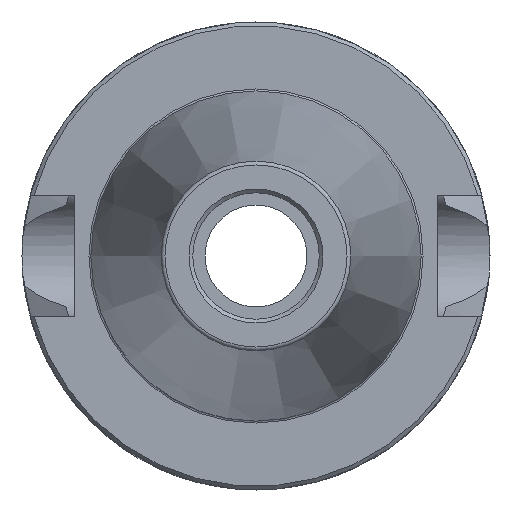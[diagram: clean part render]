
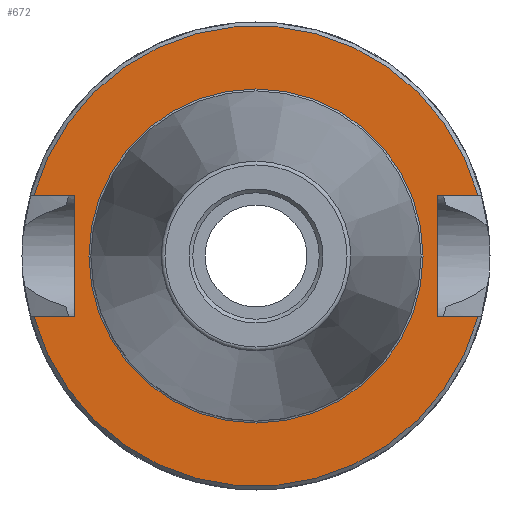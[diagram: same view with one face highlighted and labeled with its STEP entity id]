
A CAD part, left-side view. The second image highlights one B-rep face of the part: STEP entity #672.
In plain terms, the highlighted planar face has unit normal (-1, 0, 0).
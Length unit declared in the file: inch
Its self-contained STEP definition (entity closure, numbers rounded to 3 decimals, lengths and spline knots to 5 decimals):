
#62=LINE('',#1079,#100);
#68=LINE('',#1092,#106);
#70=LINE('',#1104,#108);
#72=LINE('',#1151,#110);
#78=LINE('',#1164,#116);
#81=LINE('',#1178,#119);
#100=VECTOR('',#852,39.37008);
#106=VECTOR('',#860,39.37008);
#108=VECTOR('',#864,39.37008);
#110=VECTOR('',#872,39.37008);
#116=VECTOR('',#880,39.37008);
#119=VECTOR('',#885,39.37008);
#144=FACE_BOUND('',#223,.T.);
#177=FACE_OUTER_BOUND('',#222,.T.);
#222=EDGE_LOOP('',(#584,#585,#586,#587,#588,#589,#590,#591));
#223=EDGE_LOOP('',(#592));
#250=CIRCLE('',#735,0.885);
#263=CIRCLE('',#757,1.22);
#266=CIRCLE('',#761,1.22);
#296=VERTEX_POINT('',#1073);
#297=VERTEX_POINT('',#1078);
#302=VERTEX_POINT('',#1089);
#303=VERTEX_POINT('',#1091);
#311=VERTEX_POINT('',#1145);
#312=VERTEX_POINT('',#1150);
#317=VERTEX_POINT('',#1161);
#318=VERTEX_POINT('',#1163);
#324=VERTEX_POINT('',#1212);
#369=EDGE_CURVE('',#296,#297,#62,.T.);
#375=EDGE_CURVE('',#302,#303,#68,.T.);
#379=EDGE_CURVE('',#297,#302,#70,.T.);
#388=EDGE_CURVE('',#312,#311,#72,.T.);
#394=EDGE_CURVE('',#318,#317,#78,.T.);
#399=EDGE_CURVE('',#312,#317,#81,.T.);
#405=EDGE_CURVE('',#324,#324,#250,.T.);
#423=EDGE_CURVE('',#296,#318,#263,.T.);
#426=EDGE_CURVE('',#311,#303,#266,.T.);
#584=ORIENTED_EDGE('',*,*,#375,.F.);
#585=ORIENTED_EDGE('',*,*,#379,.F.);
#586=ORIENTED_EDGE('',*,*,#369,.F.);
#587=ORIENTED_EDGE('',*,*,#423,.T.);
#588=ORIENTED_EDGE('',*,*,#394,.T.);
#589=ORIENTED_EDGE('',*,*,#399,.F.);
#590=ORIENTED_EDGE('',*,*,#388,.T.);
#591=ORIENTED_EDGE('',*,*,#426,.T.);
#592=ORIENTED_EDGE('',*,*,#405,.T.);
#639=PLANE('',#762);
#672=ADVANCED_FACE('',(#177,#144),#639,.F.);
#735=AXIS2_PLACEMENT_3D('',#1213,#892,#893);
#757=AXIS2_PLACEMENT_3D('',#1250,#941,#942);
#761=AXIS2_PLACEMENT_3D('',#1254,#949,#950);
#762=AXIS2_PLACEMENT_3D('',#1255,#951,#952);
#852=DIRECTION('',(0.,-1.,0.));
#860=DIRECTION('',(0.,1.,0.));
#864=DIRECTION('',(0.,0.,1.));
#872=DIRECTION('',(0.,-1.,0.));
#880=DIRECTION('',(0.,1.,0.));
#885=DIRECTION('',(0.,0.,-1.));
#892=DIRECTION('center_axis',(1.,0.,0.));
#893=DIRECTION('ref_axis',(0.,1.,0.));
#941=DIRECTION('center_axis',(-1.,0.,0.));
#942=DIRECTION('ref_axis',(0.,1.,0.));
#949=DIRECTION('center_axis',(-1.,0.,0.));
#950=DIRECTION('ref_axis',(0.,1.,0.));
#951=DIRECTION('center_axis',(1.,0.,0.));
#952=DIRECTION('ref_axis',(0.,1.,0.));
#1073=CARTESIAN_POINT('',(0.04,1.1766,-0.3225));
#1078=CARTESIAN_POINT('',(0.04,0.96,-0.3225));
#1079=CARTESIAN_POINT('',(0.04,0.875,-0.3225));
#1089=CARTESIAN_POINT('',(0.04,0.96,0.3225));
#1091=CARTESIAN_POINT('',(0.04,1.1766,0.3225));
#1092=CARTESIAN_POINT('',(0.04,0.875,0.3225));
#1104=CARTESIAN_POINT('',(0.04,0.96,0.));
#1145=CARTESIAN_POINT('',(0.04,-1.1766,0.3225));
#1150=CARTESIAN_POINT('',(0.04,-0.96,0.3225));
#1151=CARTESIAN_POINT('',(0.04,0.875,0.3225));
#1161=CARTESIAN_POINT('',(0.04,-0.96,-0.3225));
#1163=CARTESIAN_POINT('',(0.04,-1.1766,-0.3225));
#1164=CARTESIAN_POINT('',(0.04,0.875,-0.3225));
#1178=CARTESIAN_POINT('',(0.04,-0.96,0.));
#1212=CARTESIAN_POINT('',(0.04,-0.885,0.));
#1213=CARTESIAN_POINT('Origin',(0.04,0.,0.));
#1250=CARTESIAN_POINT('Origin',(0.04,0.,0.));
#1254=CARTESIAN_POINT('Origin',(0.04,0.,0.));
#1255=CARTESIAN_POINT('Origin',(0.04,0.875,0.));
